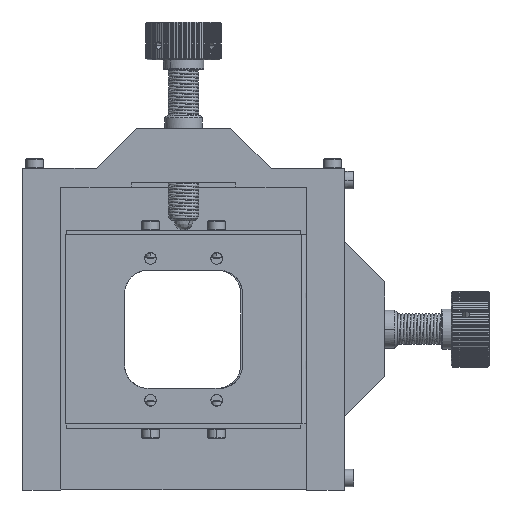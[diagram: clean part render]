
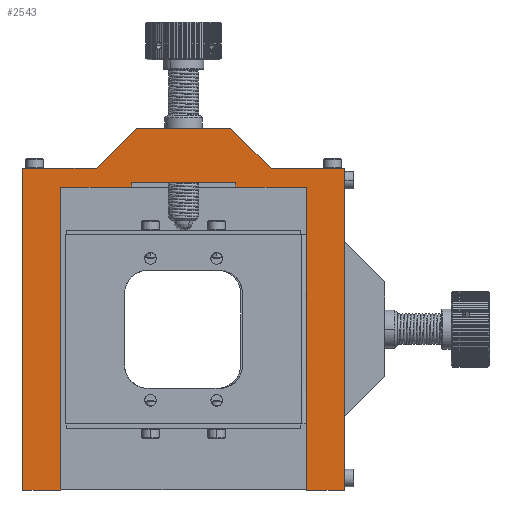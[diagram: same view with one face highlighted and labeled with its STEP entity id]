
A CAD part, front view. The second image highlights one B-rep face of the part: STEP entity #2543.
In plain terms, the highlighted planar face has unit normal (0, -1, 0).
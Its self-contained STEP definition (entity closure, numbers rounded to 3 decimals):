
#2543=ADVANCED_FACE('',(#4944),#39874,.T.);
#4944=FACE_OUTER_BOUND('',#7433,.T.);
#7433=EDGE_LOOP('',(#17703,#17704,#17705,#17706,#17707,#17708,#17709,#17710,
#17711,#17712,#17713,#17714,#17715,#17716,#17717,#17718));
#17703=ORIENTED_EDGE('',*,*,#26072,.T.);
#17704=ORIENTED_EDGE('',*,*,#26073,.T.);
#17705=ORIENTED_EDGE('',*,*,#26070,.F.);
#17706=ORIENTED_EDGE('',*,*,#25726,.F.);
#17707=ORIENTED_EDGE('',*,*,#25766,.F.);
#17708=ORIENTED_EDGE('',*,*,#25763,.F.);
#17709=ORIENTED_EDGE('',*,*,#25760,.F.);
#17710=ORIENTED_EDGE('',*,*,#25756,.F.);
#17711=ORIENTED_EDGE('',*,*,#26013,.F.);
#17712=ORIENTED_EDGE('',*,*,#26081,.F.);
#17713=ORIENTED_EDGE('',*,*,#26010,.F.);
#17714=ORIENTED_EDGE('',*,*,#25750,.F.);
#17715=ORIENTED_EDGE('',*,*,#25745,.F.);
#17716=ORIENTED_EDGE('',*,*,#25742,.F.);
#17717=ORIENTED_EDGE('',*,*,#25738,.F.);
#17718=ORIENTED_EDGE('',*,*,#25731,.F.);
#25726=EDGE_CURVE('',#37505,#37506,#31268,.T.);
#25731=EDGE_CURVE('',#37512,#37513,#31273,.T.);
#25738=EDGE_CURVE('',#37513,#37519,#31280,.T.);
#25742=EDGE_CURVE('',#37519,#37522,#31284,.T.);
#25745=EDGE_CURVE('',#37522,#37524,#31287,.T.);
#25750=EDGE_CURVE('',#37524,#37528,#31292,.T.);
#25756=EDGE_CURVE('',#37533,#37534,#31298,.T.);
#25760=EDGE_CURVE('',#37534,#37539,#31302,.T.);
#25763=EDGE_CURVE('',#37539,#37541,#31305,.T.);
#25766=EDGE_CURVE('',#37541,#37505,#31308,.T.);
#26010=EDGE_CURVE('',#37528,#37714,#31449,.T.);
#26013=EDGE_CURVE('',#37715,#37533,#31452,.T.);
#26070=EDGE_CURVE('',#37506,#37746,#31473,.T.);
#26072=EDGE_CURVE('',#37512,#37747,#31475,.T.);
#26073=EDGE_CURVE('',#37747,#37746,#31476,.T.);
#26081=EDGE_CURVE('',#37714,#37715,#31484,.T.);
#31268=B_SPLINE_CURVE_WITH_KNOTS('',1,(#78183,#78184),.UNSPECIFIED.,.F.,
 .F.,(2,2),(0.,15.5),.UNSPECIFIED.);
#31273=B_SPLINE_CURVE_WITH_KNOTS('',1,(#78193,#78194),.UNSPECIFIED.,.F.,
 .F.,(2,2),(0.,15.),.UNSPECIFIED.);
#31280=B_SPLINE_CURVE_WITH_KNOTS('',1,(#78207,#78208),.UNSPECIFIED.,.F.,
 .F.,(2,2),(0.,1.),.UNSPECIFIED.);
#31284=B_SPLINE_CURVE_WITH_KNOTS('',1,(#78215,#78216),.UNSPECIFIED.,.F.,
 .F.,(2,2),(0.,22.),.UNSPECIFIED.);
#31287=B_SPLINE_CURVE_WITH_KNOTS('',1,(#78221,#78222),.UNSPECIFIED.,.F.,
 .F.,(2,2),(0.,1.),.UNSPECIFIED.);
#31292=B_SPLINE_CURVE_WITH_KNOTS('',1,(#78231,#78232),.UNSPECIFIED.,.F.,
 .F.,(2,2),(0.,15.),.UNSPECIFIED.);
#31298=B_SPLINE_CURVE_WITH_KNOTS('',1,(#78243,#78244),.UNSPECIFIED.,.F.,
 .F.,(2,2),(0.,15.5),.UNSPECIFIED.);
#31302=B_SPLINE_CURVE_WITH_KNOTS('',1,(#78251,#78252),.UNSPECIFIED.,.F.,
 .F.,(2,2),(0.,12.021),.UNSPECIFIED.);
#31305=B_SPLINE_CURVE_WITH_KNOTS('',1,(#78257,#78258),.UNSPECIFIED.,.F.,
 .F.,(2,2),(0.,20.),.UNSPECIFIED.);
#31308=B_SPLINE_CURVE_WITH_KNOTS('',1,(#78263,#78264),.UNSPECIFIED.,.F.,
 .F.,(2,2),(0.,12.021),.UNSPECIFIED.);
#31449=B_SPLINE_CURVE_WITH_KNOTS('',1,(#79064,#79065),.UNSPECIFIED.,.F.,
 .F.,(2,2),(-64.,0.),.UNSPECIFIED.);
#31452=B_SPLINE_CURVE_WITH_KNOTS('',1,(#79070,#79071),.UNSPECIFIED.,.F.,
 .F.,(2,2),(0.,68.),.UNSPECIFIED.);
#31473=B_SPLINE_CURVE_WITH_KNOTS('',1,(#79244,#79245),.UNSPECIFIED.,.F.,
 .F.,(2,2),(-68.,0.),.UNSPECIFIED.);
#31475=B_SPLINE_CURVE_WITH_KNOTS('',1,(#79248,#79249),.UNSPECIFIED.,.F.,
 .F.,(2,2),(-64.,0.),.UNSPECIFIED.);
#31476=B_SPLINE_CURVE_WITH_KNOTS('',1,(#79250,#79251),.UNSPECIFIED.,.F.,
 .F.,(2,2),(-8.,0.),.UNSPECIFIED.);
#31484=B_SPLINE_CURVE_WITH_KNOTS('',1,(#79266,#79267),.UNSPECIFIED.,.F.,
 .F.,(2,2),(0.,8.),.UNSPECIFIED.);
#37505=VERTEX_POINT('',#64724);
#37506=VERTEX_POINT('',#64725);
#37512=VERTEX_POINT('',#64731);
#37513=VERTEX_POINT('',#64732);
#37519=VERTEX_POINT('',#64738);
#37522=VERTEX_POINT('',#64741);
#37524=VERTEX_POINT('',#64743);
#37528=VERTEX_POINT('',#64747);
#37533=VERTEX_POINT('',#64752);
#37534=VERTEX_POINT('',#64753);
#37539=VERTEX_POINT('',#64758);
#37541=VERTEX_POINT('',#64760);
#37714=VERTEX_POINT('',#64933);
#37715=VERTEX_POINT('',#64934);
#37746=VERTEX_POINT('',#64965);
#37747=VERTEX_POINT('',#64966);
#39874=PLANE('',#42357);
#42357=AXIS2_PLACEMENT_3D('',#60795,#43871,$);
#43871=DIRECTION('',(0.,-1.,0.));
#60795=CARTESIAN_POINT('',(-43.198,-12.46,59.832));
#64724=CARTESIAN_POINT('',(16.222,-12.46,43.562));
#64725=CARTESIAN_POINT('',(31.722,-12.46,43.562));
#64731=CARTESIAN_POINT('',(23.722,-12.46,39.562));
#64732=CARTESIAN_POINT('',(8.722,-12.46,39.562));
#64738=CARTESIAN_POINT('',(8.722,-12.46,40.562));
#64741=CARTESIAN_POINT('',(-13.278,-12.46,40.562));
#64743=CARTESIAN_POINT('',(-13.278,-12.46,39.562));
#64747=CARTESIAN_POINT('',(-28.278,-12.46,39.562));
#64752=CARTESIAN_POINT('',(-36.278,-12.46,43.562));
#64753=CARTESIAN_POINT('',(-20.778,-12.46,43.562));
#64758=CARTESIAN_POINT('',(-12.278,-12.46,52.062));
#64760=CARTESIAN_POINT('',(7.722,-12.46,52.062));
#64933=CARTESIAN_POINT('',(-28.278,-12.46,-24.438));
#64934=CARTESIAN_POINT('',(-36.278,-12.46,-24.438));
#64965=CARTESIAN_POINT('',(31.722,-12.46,-24.438));
#64966=CARTESIAN_POINT('',(23.722,-12.46,-24.438));
#78183=CARTESIAN_POINT('',(16.222,-12.46,43.562));
#78184=CARTESIAN_POINT('',(31.722,-12.46,43.562));
#78193=CARTESIAN_POINT('',(23.722,-12.46,39.562));
#78194=CARTESIAN_POINT('',(8.722,-12.46,39.562));
#78207=CARTESIAN_POINT('',(8.722,-12.46,39.562));
#78208=CARTESIAN_POINT('',(8.722,-12.46,40.562));
#78215=CARTESIAN_POINT('',(8.722,-12.46,40.562));
#78216=CARTESIAN_POINT('',(-13.278,-12.46,40.562));
#78221=CARTESIAN_POINT('',(-13.278,-12.46,40.562));
#78222=CARTESIAN_POINT('',(-13.278,-12.46,39.562));
#78231=CARTESIAN_POINT('',(-13.278,-12.46,39.562));
#78232=CARTESIAN_POINT('',(-28.278,-12.46,39.562));
#78243=CARTESIAN_POINT('',(-36.278,-12.46,43.562));
#78244=CARTESIAN_POINT('',(-20.778,-12.46,43.562));
#78251=CARTESIAN_POINT('',(-20.778,-12.46,43.562));
#78252=CARTESIAN_POINT('',(-12.278,-12.46,52.062));
#78257=CARTESIAN_POINT('',(-12.278,-12.46,52.062));
#78258=CARTESIAN_POINT('',(7.722,-12.46,52.062));
#78263=CARTESIAN_POINT('',(7.722,-12.46,52.062));
#78264=CARTESIAN_POINT('',(16.222,-12.46,43.562));
#79064=CARTESIAN_POINT('',(-28.278,-12.46,39.562));
#79065=CARTESIAN_POINT('',(-28.278,-12.46,-24.438));
#79070=CARTESIAN_POINT('',(-36.278,-12.46,-24.438));
#79071=CARTESIAN_POINT('',(-36.278,-12.46,43.562));
#79244=CARTESIAN_POINT('',(31.722,-12.46,43.562));
#79245=CARTESIAN_POINT('',(31.722,-12.46,-24.438));
#79248=CARTESIAN_POINT('',(23.722,-12.46,39.562));
#79249=CARTESIAN_POINT('',(23.722,-12.46,-24.438));
#79250=CARTESIAN_POINT('',(23.722,-12.46,-24.438));
#79251=CARTESIAN_POINT('',(31.722,-12.46,-24.438));
#79266=CARTESIAN_POINT('',(-28.278,-12.46,-24.438));
#79267=CARTESIAN_POINT('',(-36.278,-12.46,-24.438));
